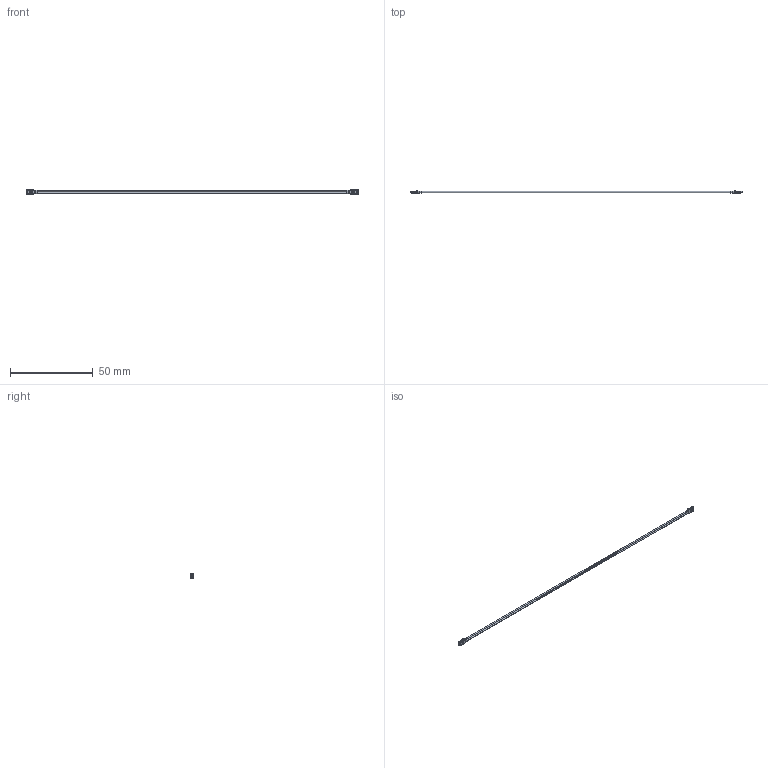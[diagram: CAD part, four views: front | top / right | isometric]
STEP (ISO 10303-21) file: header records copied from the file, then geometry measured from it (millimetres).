
FILE_DESCRIPTION((''),'2;1');
FILE_NAME('MG210_PLUG_TO_PLUG_200MM_202012','2021-02-25T16:38:12',('pigsf'),('Vatech&EWOO'),'CREO PARAMETRIC BY PTC INC, 2018500','CREO PARAMETRIC BY PTC INC, 2018500','');
FILE_SCHEMA(('CONFIG_CONTROL_DESIGN','SHAPE_APPEARANCE_LAYERS_GROUPS'));
Length unit declared in the file: millimetre
Products named in the file (1): MG210_PLUG_TO_PLUG_200MM_202012
Bounding box: 200 x 1.52 x 2.9 mm (x, y, z)
Volume: 263.4 mm3; surface area: 1184.6 mm2
Topology: 1 solids, 9 shells, 544 faces, 1486 edges, 958 vertices
Faces by surface type: plane 316, cylinder 180, torus 16, sphere 16, bspline 12, extrusion 4
Entity records: 17771 total; most frequent: CARTESIAN_POINT 3864, ORIENTED_EDGE 2972, DIRECTION 2758, EDGE_CURVE 1486, VECTOR 1010, LINE 1006, VERTEX_POINT 958, AXIS2_PLACEMENT_3D 874
